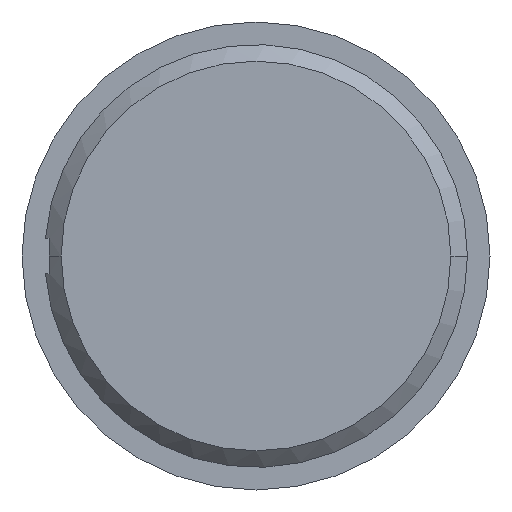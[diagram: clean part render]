
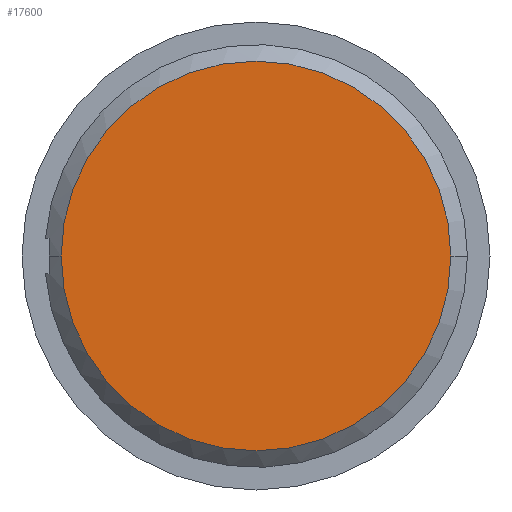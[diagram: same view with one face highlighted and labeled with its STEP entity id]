
A CAD part, left-side view. The second image highlights one B-rep face of the part: STEP entity #17600.
In plain terms, the highlighted planar face has unit normal (-1, 0, 0).
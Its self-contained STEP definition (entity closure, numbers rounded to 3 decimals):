
#6221=CARTESIAN_POINT('',(0.,0.,0.));
#6222=DIRECTION('',(1.,0.,0.));
#6223=DIRECTION('',(0.,1.,0.));
#6224=AXIS2_PLACEMENT_3D('',#6221,#6222,#6223);
#6230=CARTESIAN_POINT('',(0.,0.,0.));
#6231=DIRECTION('',(-1.,0.,0.));
#6232=DIRECTION('',(0.,1.,0.));
#6233=AXIS2_PLACEMENT_3D('',#6230,#6231,#6232);
#12498=CARTESIAN_POINT('',(0.,8.25,0.));
#12499=CARTESIAN_POINT('',(0.,-8.25,0.));
#12500=VERTEX_POINT('',#12498);
#12501=VERTEX_POINT('',#12499);
#17591=CARTESIAN_POINT('',(0.,0.,0.));
#17592=DIRECTION('',(1.,0.,0.));
#17593=DIRECTION('',(0.,-1.,0.));
#17594=AXIS2_PLACEMENT_3D('',#17591,#17592,#17593);
#17595=PLANE('',#17594);
#17596=ORIENTED_EDGE('',*,*,#17584,.F.);
#17597=ORIENTED_EDGE('',*,*,#17569,.T.);
#17598=EDGE_LOOP('',(#17596,#17597));
#17599=FACE_OUTER_BOUND('',#17598,.F.);
#17600=ADVANCED_FACE('',(#17599),#17595,.F.);
#6225=CIRCLE('',#6224,8.25);
#6234=CIRCLE('',#6233,8.25);
#17569=EDGE_CURVE('',#12500,#12501,#6225,.T.);
#17584=EDGE_CURVE('',#12500,#12501,#6234,.T.);
